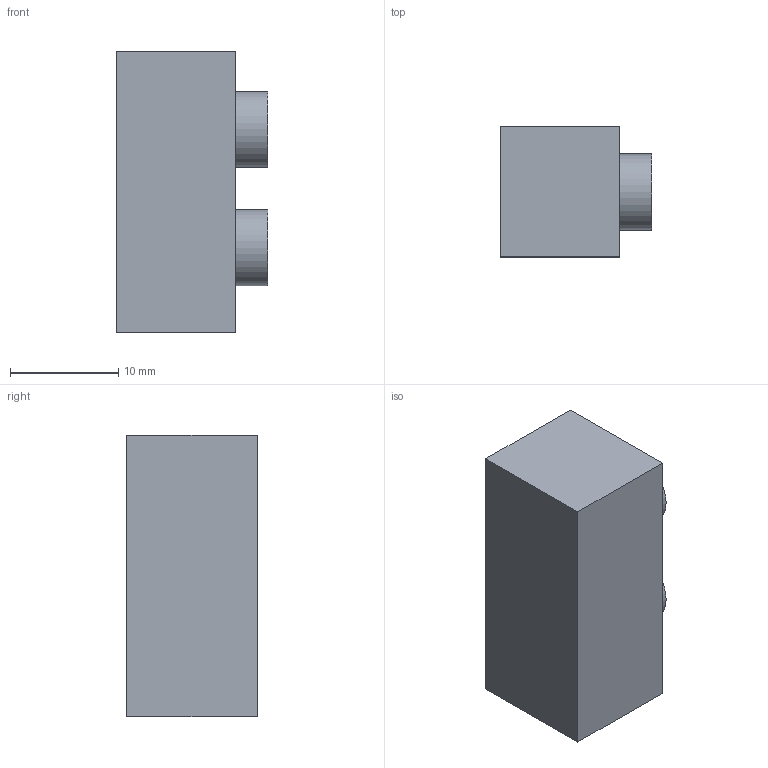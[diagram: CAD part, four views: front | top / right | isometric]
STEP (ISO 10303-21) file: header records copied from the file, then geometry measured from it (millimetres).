
FILE_DESCRIPTION(('FreeCAD Model'),'2;1');
FILE_NAME('Open CASCADE Shape Model','2023-09-24T20:24:47',('Author'),( ''),'Open CASCADE STEP processor 7.6','FreeCAD','Unknown');
FILE_SCHEMA(('AUTOMOTIVE_DESIGN { 1 0 10303 214 1 1 1 1 }'));
Length unit declared in the file: millimetre
Products named in the file (1): Body
Bounding box: 14 x 12 x 26 mm (x, y, z)
Volume: 3561.1 mm3; surface area: 1705 mm2
Topology: 1 solids, 1 shells, 14 faces, 24 edges, 16 vertices
Faces by surface type: plane 10, cylinder 4
Full cylindrical faces by diameter (mm): 3.6 x2, 7 x2
Entity records: 358 total; most frequent: DIRECTION 62, CARTESIAN_POINT 55, ORIENTED_EDGE 48, EDGE_CURVE 24, AXIS2_PLACEMENT_3D 23, FACE_BOUND 18, EDGE_LOOP 18, VERTEX_POINT 16
